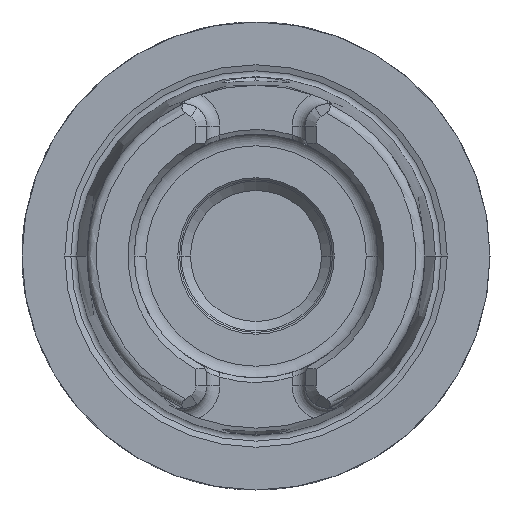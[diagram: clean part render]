
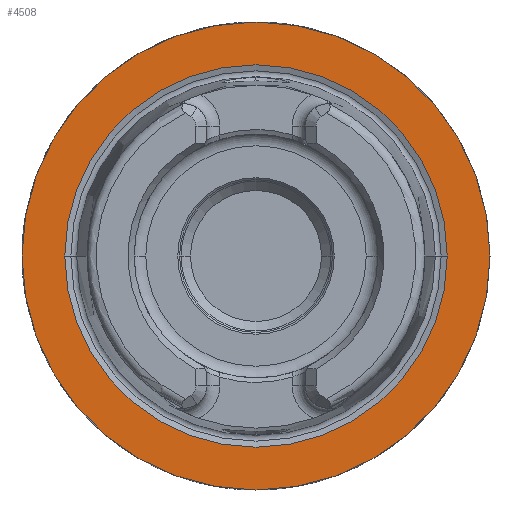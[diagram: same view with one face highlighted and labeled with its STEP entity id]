
A CAD part, left-side view. The second image highlights one B-rep face of the part: STEP entity #4508.
In plain terms, the highlighted planar face has unit normal (-1, 0, 0).
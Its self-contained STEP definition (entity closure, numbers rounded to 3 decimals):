
#867=CARTESIAN_POINT('',(0.,0.,0.));
#868=DIRECTION('',(1.,0.,0.));
#869=DIRECTION('',(0.,1.,0.));
#870=AXIS2_PLACEMENT_3D('',#867,#868,#869);
#872=CARTESIAN_POINT('',(0.,0.,0.));
#873=DIRECTION('',(-1.,0.,0.));
#874=DIRECTION('',(0.,1.,0.));
#875=AXIS2_PLACEMENT_3D('',#872,#873,#874);
#877=CARTESIAN_POINT('',(0.,0.,0.));
#878=DIRECTION('',(-1.,0.,0.));
#879=DIRECTION('',(0.,-1.,0.));
#880=AXIS2_PLACEMENT_3D('',#877,#878,#879);
#882=CARTESIAN_POINT('',(0.,0.,0.));
#883=DIRECTION('',(-1.,0.,0.));
#884=DIRECTION('',(0.,1.,0.));
#885=AXIS2_PLACEMENT_3D('',#882,#883,#884);
#3003=CARTESIAN_POINT('',(0.,-20.425,0.));
#3004=VERTEX_POINT('',#3003);
#3005=CARTESIAN_POINT('',(0.,20.425,0.));
#3006=VERTEX_POINT('',#3005);
#3325=CARTESIAN_POINT('',(0.,25.,0.));
#3326=CARTESIAN_POINT('',(0.,-25.,0.));
#3327=VERTEX_POINT('',#3325);
#3328=VERTEX_POINT('',#3326);
#4493=CARTESIAN_POINT('',(0.,0.,0.));
#4494=DIRECTION('',(1.,0.,0.));
#4495=DIRECTION('',(0.,-1.,0.));
#4496=AXIS2_PLACEMENT_3D('',#4493,#4494,#4495);
#4497=PLANE('',#4496);
#4499=ORIENTED_EDGE('',*,*,#4498,.T.);
#4501=ORIENTED_EDGE('',*,*,#4500,.F.);
#4502=EDGE_LOOP('',(#4499,#4501));
#4503=FACE_OUTER_BOUND('',#4502,.F.);
#4504=ORIENTED_EDGE('',*,*,#4488,.T.);
#4505=ORIENTED_EDGE('',*,*,#4472,.T.);
#4506=EDGE_LOOP('',(#4504,#4505));
#4507=FACE_BOUND('',#4506,.F.);
#4508=ADVANCED_FACE('',(#4503,#4507),#4497,.F.);
#871=CIRCLE('',#870,25.);
#876=CIRCLE('',#875,25.);
#881=CIRCLE('',#880,20.425);
#886=CIRCLE('',#885,20.425);
#4472=EDGE_CURVE('',#3006,#3004,#886,.T.);
#4488=EDGE_CURVE('',#3004,#3006,#881,.T.);
#4498=EDGE_CURVE('',#3327,#3328,#871,.T.);
#4500=EDGE_CURVE('',#3327,#3328,#876,.T.);
